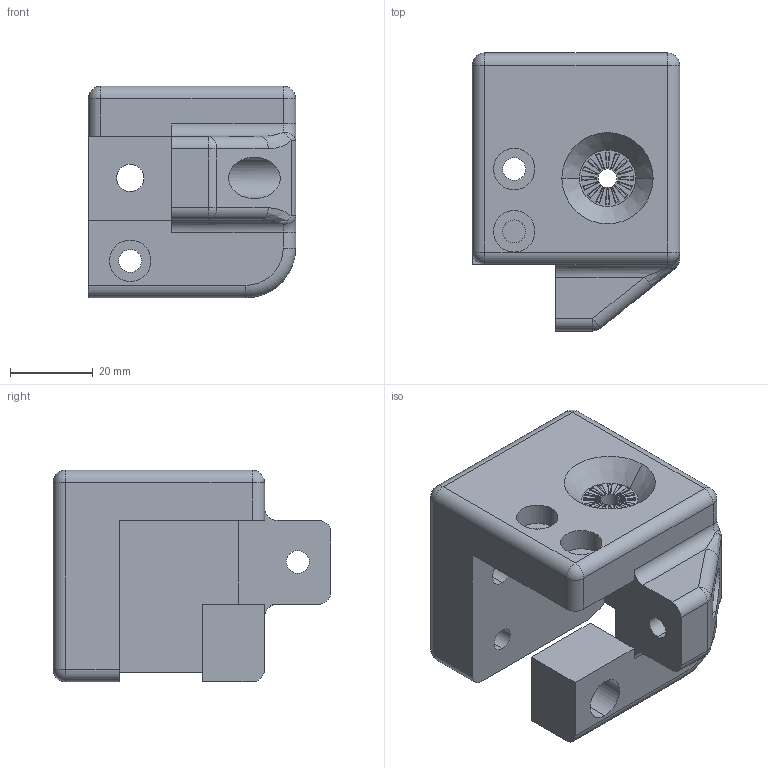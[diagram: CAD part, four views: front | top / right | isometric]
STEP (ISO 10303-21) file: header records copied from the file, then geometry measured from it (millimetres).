
FILE_DESCRIPTION (( 'STEP AP203' ), '1' );
FILE_NAME ('blv-10mm-tension block left_v1.STEP', '2019-06-05T08:14:26', ( '' ), ( '' ), 'SwSTEP 2.0', 'SolidWorks 2016', '' );
FILE_SCHEMA (( 'CONFIG_CONTROL_DESIGN' ));
Length unit declared in the file: millimetre
Products named in the file (2): blv-10mm-tension block left_v1
Bounding box: 50 x 67 x 51 mm (x, y, z)
Volume: 78714.6 mm3; surface area: 21003.9 mm2
Topology: 1 solids, 1 shells, 410 faces, 981 edges, 557 vertices
Faces by surface type: cylinder 193, sphere 89, plane 81, torus 38, bspline 7, cone 2
Entity records: 11666 total; most frequent: DIRECTION 2237, CARTESIAN_POINT 2104, ORIENTED_EDGE 1820, AXIS2_PLACEMENT_3D 938, EDGE_CURVE 910, CIRCLE 533, VERTEX_POINT 525, EDGE_LOOP 447
